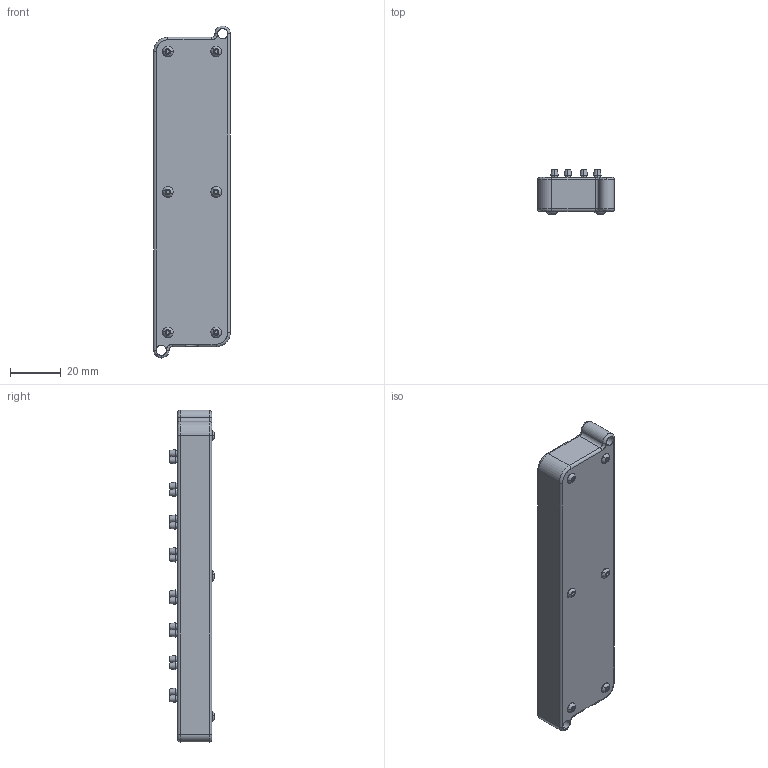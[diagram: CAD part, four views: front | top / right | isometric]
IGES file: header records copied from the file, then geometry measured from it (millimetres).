
Start section: SolidWorks IGES file using analytic representation for surfaces
Global section: file name: solidbody ap1.IGS; native system: SolidWorks 2014; preprocessor: SolidWorks 2014; author: Daniel Dewar; date: 151005.145738; units: inch
Bounding box: 30.23 x 17.85 x 130.56 mm (x, y, z)
Surface area: 13227.5 mm2 (no closed solid volume)
Topology: 0 solids, 0 shells, 526 faces, 8018 edges, 8018 vertices
Faces by surface type: revolution 311, bspline 215
